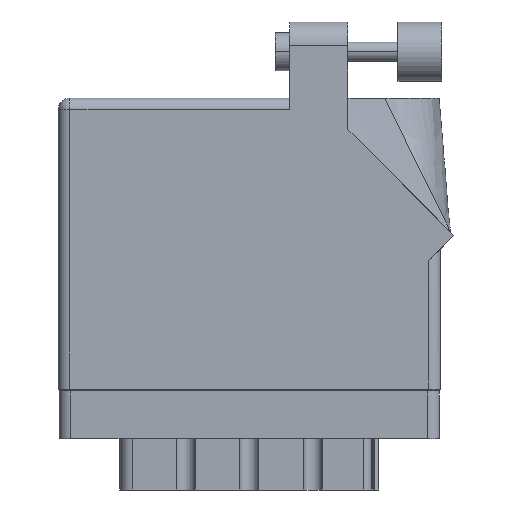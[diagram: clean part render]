
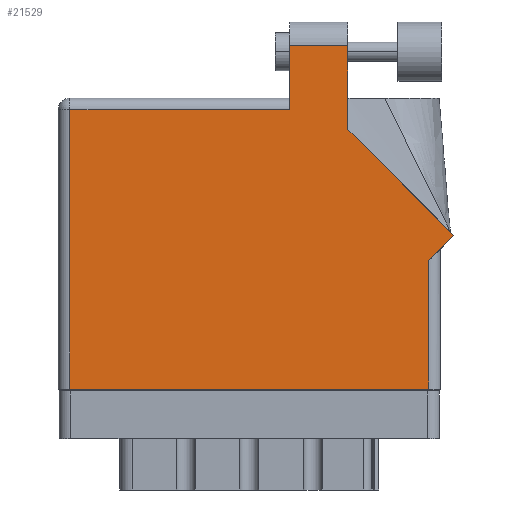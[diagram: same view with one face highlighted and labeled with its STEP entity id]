
A CAD part, front view. The second image highlights one B-rep face of the part: STEP entity #21529.
In plain terms, the highlighted face is planar.
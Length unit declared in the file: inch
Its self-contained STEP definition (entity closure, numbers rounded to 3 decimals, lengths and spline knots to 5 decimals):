
#406 = CARTESIAN_POINT ( 'NONE',  ( 1.217, 1.805, 0. ) ) ;
#592 = CARTESIAN_POINT ( 'NONE',  ( 0., 1.53, 0. ) ) ;
#1019 = EDGE_CURVE ( 'NONE', #27862, #15855, #9097, .T. ) ;
#1290 = DIRECTION ( 'NONE',  ( 1., 0., 0. ) ) ;
#1573 = CARTESIAN_POINT ( 'NONE',  ( 0.062, 1.468, 0. ) ) ;
#2026 = ORIENTED_EDGE ( 'NONE', *, *, #7916, .T. ) ;
#2432 = DIRECTION ( 'NONE',  ( -1., 0., 0. ) ) ;
#2688 = LINE ( 'NONE', #3170, #33120 ) ;
#3170 = CARTESIAN_POINT ( 'NONE',  ( 0.062, 0., 0. ) ) ;
#3203 = DIRECTION ( 'NONE',  ( 0., 0., -1. ) ) ;
#3247 = CARTESIAN_POINT ( 'NONE',  ( 1.524, 1.36442, 0. ) ) ;
#3296 = DIRECTION ( 'NONE',  ( 0., -1., 0. ) ) ;
#3432 = CARTESIAN_POINT ( 'NONE',  ( 1.948, 0.675, 0. ) ) ;
#3454 = VECTOR ( 'NONE', #19731, 39.37008 ) ;
#3463 = DIRECTION ( 'NONE',  ( -1., 0., 0. ) ) ;
#3991 = DIRECTION ( 'NONE',  ( 0., 1., 0. ) ) ;
#4656 = CARTESIAN_POINT ( 'NONE',  ( 1.217, 1.805, 0. ) ) ;
#5731 = VECTOR ( 'NONE', #7965, 39.37008 ) ;
#6325 = PLANE ( 'NONE',  #21512 ) ;
#6646 = LINE ( 'NONE', #10570, #5731 ) ;
#7015 = LINE ( 'NONE', #16842, #3454 ) ;
#7566 = ORIENTED_EDGE ( 'NONE', *, *, #1019, .T. ) ;
#7916 = EDGE_CURVE ( 'NONE', #16174, #29393, #33770, .T. ) ;
#7965 = DIRECTION ( 'NONE',  ( 0., -1., 0. ) ) ;
#9097 = LINE ( 'NONE', #15335, #32879 ) ;
#10448 = CARTESIAN_POINT ( 'NONE',  ( 1.217, 1.468, 0. ) ) ;
#10570 = CARTESIAN_POINT ( 'NONE',  ( 1.217, 1.53, 0. ) ) ;
#10979 = FACE_OUTER_BOUND ( 'NONE', #36519, .T. ) ;
#12074 = ORIENTED_EDGE ( 'NONE', *, *, #20771, .T. ) ;
#12107 = DIRECTION ( 'NONE',  ( -1., 0., 0. ) ) ;
#13806 = LINE ( 'NONE', #16102, #19609 ) ;
#13829 = CARTESIAN_POINT ( 'NONE',  ( 1.524, 1.805, 0. ) ) ;
#14384 = CARTESIAN_POINT ( 'NONE',  ( 2.08071, 0.80771, 0. ) ) ;
#14974 = DIRECTION ( 'NONE',  ( -0.707, 0.707, 0. ) ) ;
#15262 = EDGE_CURVE ( 'NONE', #28712, #23038, #2688, .T. ) ;
#15335 = CARTESIAN_POINT ( 'NONE',  ( 2.08071, 0.80771, 0. ) ) ;
#15521 = CARTESIAN_POINT ( 'NONE',  ( 0., 0., 0. ) ) ;
#15855 = VERTEX_POINT ( 'NONE', #3247 ) ;
#16102 = CARTESIAN_POINT ( 'NONE',  ( 1.948, 0.737, 0. ) ) ;
#16174 = VERTEX_POINT ( 'NONE', #13829 ) ;
#16431 = CARTESIAN_POINT ( 'NONE',  ( 0., 1.468, 0. ) ) ;
#16842 = CARTESIAN_POINT ( 'NONE',  ( 2.01, 0.737, 0. ) ) ;
#17776 = ORIENTED_EDGE ( 'NONE', *, *, #34185, .T. ) ;
#19609 = VECTOR ( 'NONE', #27517, 39.37008 ) ;
#19731 = DIRECTION ( 'NONE',  ( 0.707, 0.707, 0. ) ) ;
#20771 = EDGE_CURVE ( 'NONE', #33471, #27862, #7015, .T. ) ;
#20866 = CARTESIAN_POINT ( 'NONE',  ( 1.524, 1.36442, 0. ) ) ;
#21512 = AXIS2_PLACEMENT_3D ( 'NONE', #592, #3203, #3463 ) ;
#21529 = ADVANCED_FACE ( 'NONE', ( #10979 ), #6325, .F. ) ;
#22111 = VECTOR ( 'NONE', #1290, 39.37008 ) ;
#22430 = VECTOR ( 'NONE', #2432, 39.37008 ) ;
#23038 = VERTEX_POINT ( 'NONE', #32714 ) ;
#26321 = EDGE_CURVE ( 'NONE', #33308, #33471, #13806, .T. ) ;
#26443 = VERTEX_POINT ( 'NONE', #10448 ) ;
#26896 = LINE ( 'NONE', #16431, #22430 ) ;
#27493 = ORIENTED_EDGE ( 'NONE', *, *, #15262, .T. ) ;
#27517 = DIRECTION ( 'NONE',  ( 0., 1., 0. ) ) ;
#27747 = ORIENTED_EDGE ( 'NONE', *, *, #26321, .T. ) ;
#27862 = VERTEX_POINT ( 'NONE', #14384 ) ;
#27932 = LINE ( 'NONE', #15521, #22111 ) ;
#28712 = VERTEX_POINT ( 'NONE', #1573 ) ;
#28836 = EDGE_CURVE ( 'NONE', #26443, #28712, #26896, .T. ) ;
#29393 = VERTEX_POINT ( 'NONE', #4656 ) ;
#30058 = EDGE_CURVE ( 'NONE', #29393, #26443, #6646, .T. ) ;
#31239 = CARTESIAN_POINT ( 'NONE',  ( 1.948, 0., 0. ) ) ;
#31780 = ORIENTED_EDGE ( 'NONE', *, *, #30058, .T. ) ;
#32714 = CARTESIAN_POINT ( 'NONE',  ( 0.062, 0., 0. ) ) ;
#32870 = ORIENTED_EDGE ( 'NONE', *, *, #33631, .T. ) ;
#32879 = VECTOR ( 'NONE', #14974, 39.37008 ) ;
#33120 = VECTOR ( 'NONE', #3296, 39.37008 ) ;
#33178 = VECTOR ( 'NONE', #3991, 39.37008 ) ;
#33308 = VERTEX_POINT ( 'NONE', #31239 ) ;
#33446 = ORIENTED_EDGE ( 'NONE', *, *, #28836, .T. ) ;
#33471 = VERTEX_POINT ( 'NONE', #3432 ) ;
#33631 = EDGE_CURVE ( 'NONE', #23038, #33308, #27932, .T. ) ;
#33770 = LINE ( 'NONE', #406, #34661 ) ;
#34185 = EDGE_CURVE ( 'NONE', #15855, #16174, #34990, .T. ) ;
#34661 = VECTOR ( 'NONE', #12107, 39.37008 ) ;
#34990 = LINE ( 'NONE', #20866, #33178 ) ;
#36519 = EDGE_LOOP ( 'NONE', ( #17776, #2026, #31780, #33446, #27493, #32870, #27747, #12074, #7566 ) ) ;
